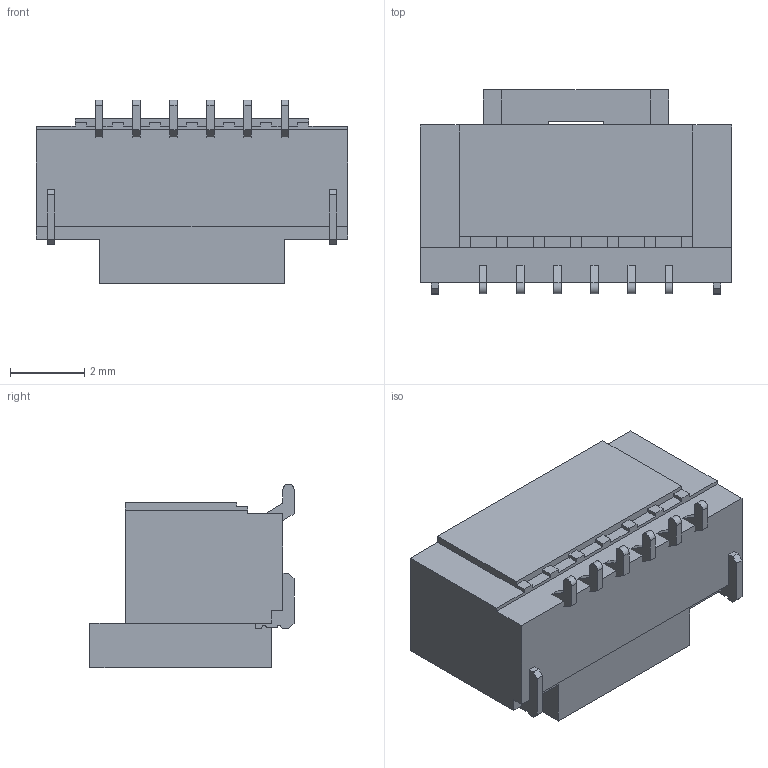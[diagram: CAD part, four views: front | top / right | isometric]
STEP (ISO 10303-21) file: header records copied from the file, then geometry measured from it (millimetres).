
FILE_DESCRIPTION( ( 'STEP AP214' ), ' ' );
FILE_NAME( 'T1M-06-F-SV-L.stp', '2018-06-25T18:57:23', ( '' ), ( '' ), ' ', 'PARTsolutions', ' ' );
FILE_SCHEMA( ( 'AUTOMOTIVE_DESIGN { 1 0 10303 214 1 1 1 1 }' ) );
Length unit declared in the file: millimetre
Products named in the file (4): T1M-06-F-SV-L; _T1M-06-T-SV-L_d; _T1M-06-T-SV-L_terminal; _T1M-06-T-SV-L_pins
Assembly tree (3 placements, depth 2):
  T1M-06-F-SV-L
    _T1M-06-T-SV-L_d
    _T1M-06-T-SV-L_terminal
    _T1M-06-T-SV-L_pins
Bounding box: 8.4 x 5.5 x 4.95 mm (x, y, z)
Volume: 77.4 mm3; surface area: 301.2 mm2
Topology: 2 solids, 2 shells, 207 faces, 577 edges, 375 vertices
Faces by surface type: plane 189, cylinder 18
Entity records: 8225 total; most frequent: CARTESIAN_POINT 1163, ORIENTED_EDGE 1154, DIRECTION 1035, EDGE_CURVE 577, LINE 541, VECTOR 541, VERTEX_POINT 374, AXIS2_PLACEMENT_3D 247
